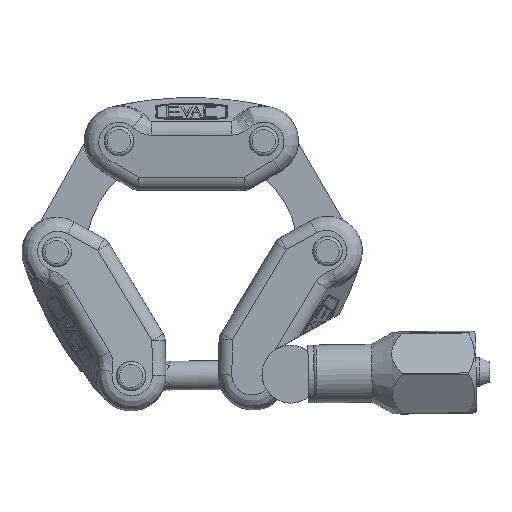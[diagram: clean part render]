
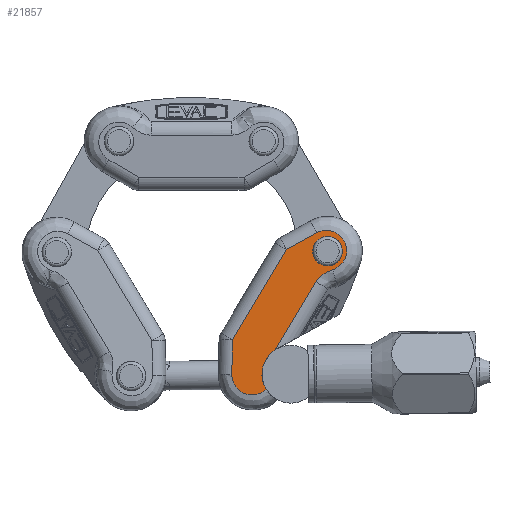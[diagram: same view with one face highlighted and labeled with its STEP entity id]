
A CAD part, left-side view. The second image highlights one B-rep face of the part: STEP entity #21857.
In plain terms, the highlighted face is planar.
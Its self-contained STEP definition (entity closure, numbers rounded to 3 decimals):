
#404=PLANE('',#24581);
#1106=B_SPLINE_CURVE_WITH_KNOTS('',3,(#41471,#41472,#41473,#41474,#41475,
#41476,#41477),.UNSPECIFIED.,.F.,.F.,(4,1,1,1,4),(0.,0.25,0.5,0.75,1.),
 .UNSPECIFIED.);
#1107=B_SPLINE_CURVE_WITH_KNOTS('',3,(#41479,#41480,#41481,#41482,#41483,
#41484,#41485,#41486,#41487,#41488),.UNSPECIFIED.,.F.,.F.,(4,2,2,2,4),(0.,
0.045,0.116,0.23,0.356),
 .UNSPECIFIED.);
#1108=B_SPLINE_CURVE_WITH_KNOTS('',3,(#41490,#41491,#41492,#41493,#41494,
#41495,#41496),.UNSPECIFIED.,.F.,.F.,(4,1,1,1,4),(0.,0.25,0.5,0.75,1.),
 .UNSPECIFIED.);
#2532=LINE('',#40642,#4114);
#2534=LINE('',#40658,#4116);
#2538=LINE('',#40680,#4120);
#2559=LINE('',#40880,#4141);
#4114=VECTOR('',#30773,1000.);
#4116=VECTOR('',#30779,1000.);
#4120=VECTOR('',#30793,1000.);
#4141=VECTOR('',#30848,1000.);
#11046=ORIENTED_EDGE('',*,*,#14872,.T.);
#11047=ORIENTED_EDGE('',*,*,#14842,.F.);
#11048=ORIENTED_EDGE('',*,*,#14981,.F.);
#11049=ORIENTED_EDGE('',*,*,#14982,.T.);
#11050=ORIENTED_EDGE('',*,*,#14776,.F.);
#11051=ORIENTED_EDGE('',*,*,#14785,.F.);
#11052=ORIENTED_EDGE('',*,*,#14771,.F.);
#11053=ORIENTED_EDGE('',*,*,#14980,.T.);
#11054=ORIENTED_EDGE('',*,*,#14327,.F.);
#14327=EDGE_CURVE('',#16576,#16576,#17140,.T.);
#14771=EDGE_CURVE('',#16898,#16895,#2532,.T.);
#14776=EDGE_CURVE('',#16902,#16899,#2534,.T.);
#14785=EDGE_CURVE('',#16895,#16902,#2538,.T.);
#14842=EDGE_CURVE('',#16949,#16950,#2559,.T.);
#14872=EDGE_CURVE('',#16973,#16950,#17164,.T.);
#14980=EDGE_CURVE('',#16898,#16973,#1106,.T.);
#14981=EDGE_CURVE('',#17022,#16949,#1107,.T.);
#14982=EDGE_CURVE('',#17022,#16899,#1108,.T.);
#16576=VERTEX_POINT('',#39687);
#16895=VERTEX_POINT('',#40629);
#16898=VERTEX_POINT('',#40641);
#16899=VERTEX_POINT('',#40648);
#16902=VERTEX_POINT('',#40657);
#16949=VERTEX_POINT('',#40879);
#16950=VERTEX_POINT('',#40881);
#16973=VERTEX_POINT('',#40953);
#17022=VERTEX_POINT('',#41489);
#17140=ELLIPSE('',#24186,2.56,2.55);
#17164=ELLIPSE('',#24553,5.019,5.);
#18382=EDGE_LOOP('',(#11046,#11047,#11048,#11049,#11050,#11051,#11052,#11053));
#18383=EDGE_LOOP('',(#11054));
#19833=FACE_BOUND('',#18382,.T.);
#19834=FACE_BOUND('',#18383,.T.);
#21857=ADVANCED_FACE('',(#19833,#19834),#404,.T.);
#24186=AXIS2_PLACEMENT_3D('',#39686,#29909,#29910);
#24553=AXIS2_PLACEMENT_3D('',#40952,#30899,#30900);
#24581=AXIS2_PLACEMENT_3D('',#41478,#31037,#31038);
#29909=DIRECTION('',(-0.996,0.,-0.087));
#29910=DIRECTION('',(0.087,0.,-0.996));
#30773=DIRECTION('',(0.044,0.865,-0.5));
#30779=DIRECTION('',(-0.044,0.865,0.5));
#30793=DIRECTION('',(0.,1.,0.));
#30848=DIRECTION('',(0.,-1.,0.));
#30899=DIRECTION('',(0.996,0.,0.087));
#30900=DIRECTION('',(-0.087,0.,0.996));
#31037=DIRECTION('',(-0.996,0.,-0.087));
#31038=DIRECTION('',(-0.087,0.,0.996));
#39686=CARTESIAN_POINT('',(-9.494,12.5,2.505));
#39687=CARTESIAN_POINT('',(-9.271,12.5,-0.045));
#40629=CARTESIAN_POINT('',(-8.95,-9.099,-3.718));
#40641=CARTESIAN_POINT('',(-9.21,-14.25,-0.744));
#40642=CARTESIAN_POINT('',(-9.21,-14.25,-0.744));
#40648=CARTESIAN_POINT('',(-9.21,14.25,-0.744));
#40657=CARTESIAN_POINT('',(-8.95,9.099,-3.718));
#40658=CARTESIAN_POINT('',(-8.95,9.099,-3.718));
#40680=CARTESIAN_POINT('',(-8.95,-9.099,-3.718));
#40879=CARTESIAN_POINT('',(-9.583,6.95,3.522));
#40880=CARTESIAN_POINT('',(-9.583,6.95,3.522));
#40881=CARTESIAN_POINT('',(-9.583,-6.785,3.522));
#40952=CARTESIAN_POINT('',(-9.975,-9.,8.005));
#40953=CARTESIAN_POINT('',(-9.771,-13.418,5.664));
#41471=CARTESIAN_POINT('',(-9.21,-14.25,-0.744));
#41472=CARTESIAN_POINT('',(-9.24,-14.847,-0.399));
#41473=CARTESIAN_POINT('',(-9.331,-15.822,0.643));
#41474=CARTESIAN_POINT('',(-9.517,-16.178,2.764));
#41475=CARTESIAN_POINT('',(-9.688,-15.292,4.724));
#41476=CARTESIAN_POINT('',(-9.755,-14.085,5.483));
#41477=CARTESIAN_POINT('',(-9.771,-13.418,5.664));
#41478=CARTESIAN_POINT('',(-9.722,0.,5.109));
#41479=CARTESIAN_POINT('',(-9.703,10.161,4.891));
#41480=CARTESIAN_POINT('',(-9.694,10.051,4.792));
#41481=CARTESIAN_POINT('',(-9.686,9.937,4.696));
#41482=CARTESIAN_POINT('',(-9.665,9.632,4.458));
#41483=CARTESIAN_POINT('',(-9.653,9.435,4.322));
#41484=CARTESIAN_POINT('',(-9.625,8.904,4.004));
#41485=CARTESIAN_POINT('',(-9.611,8.558,3.842));
#41486=CARTESIAN_POINT('',(-9.59,7.794,3.596));
#41487=CARTESIAN_POINT('',(-9.583,7.372,3.522));
#41488=CARTESIAN_POINT('',(-9.583,6.95,3.522));
#41489=CARTESIAN_POINT('',(-9.703,10.161,4.891));
#41490=CARTESIAN_POINT('',(-9.703,10.161,4.891));
#41491=CARTESIAN_POINT('',(-9.76,10.889,5.545));
#41492=CARTESIAN_POINT('',(-9.817,12.913,6.197));
#41493=CARTESIAN_POINT('',(-9.677,15.685,4.598));
#41494=CARTESIAN_POINT('',(-9.403,16.345,1.466));
#41495=CARTESIAN_POINT('',(-9.253,15.099,-0.254));
#41496=CARTESIAN_POINT('',(-9.21,14.25,-0.744));
